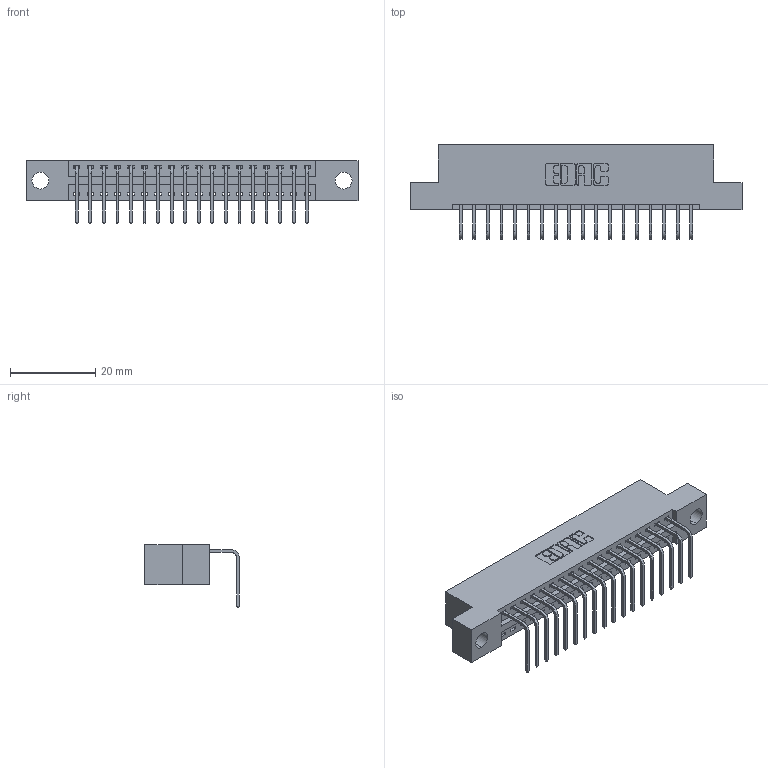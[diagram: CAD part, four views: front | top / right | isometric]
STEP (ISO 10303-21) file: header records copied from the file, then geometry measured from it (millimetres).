
FILE_DESCRIPTION (( 'STEP AP203' ), '1' );
FILE_NAME ('346-018-558-104.STEP', '2022-05-05T14:32:40', ( '' ), ( '' ), 'SwSTEP 2.0', 'SolidWorks 2020', '' );
FILE_SCHEMA (( 'CONFIG_CONTROL_DESIGN' ));
Length unit declared in the file: inch
Products named in the file (3): 345-292-001_558 Tail - 2; 346 Part_Flush Mounting Lugs - 0.156 Dia-TH; 346-018-558-104
Assembly tree (19 placements, depth 2):
  346-018-558-104
    346 Part_Flush Mounting Lugs - 0.156 Dia-TH
    345-292-001_558 Tail - 2  x18
Bounding box: 77.72 x 22.16 x 14.73 mm (x, y, z)
Volume: 7228.6 mm3; surface area: 8970.8 mm2
Topology: 19 solids, 19 shells, 1216 faces, 3641 edges, 2402 vertices
Faces by surface type: plane 846, cylinder 370
Entity records: 14905 total; most frequent: CARTESIAN_POINT 2572, ORIENTED_EDGE 2522, DIRECTION 2297, EDGE_CURVE 1261, VECTOR 1057, LINE 1057, VERTEX_POINT 838, AXIS2_PLACEMENT_3D 620
